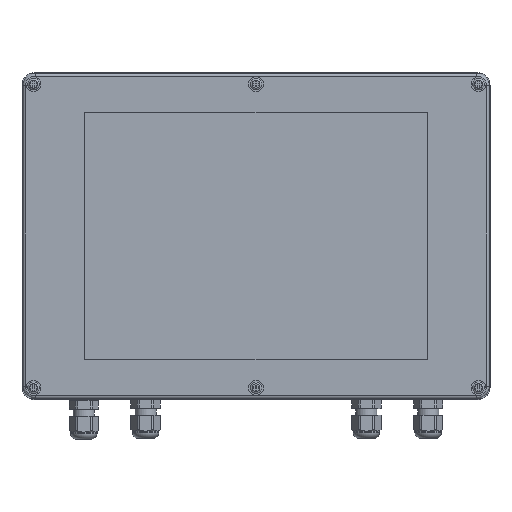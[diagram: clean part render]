
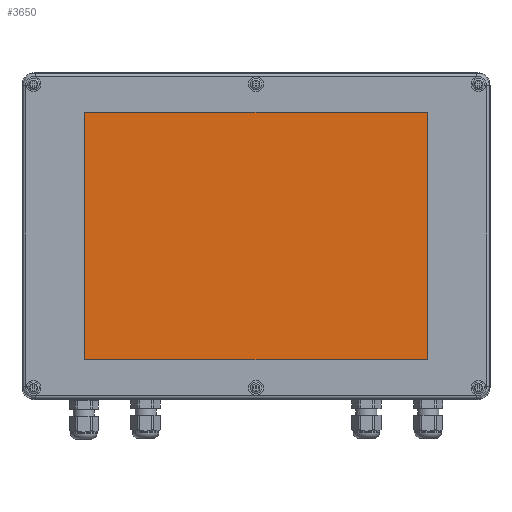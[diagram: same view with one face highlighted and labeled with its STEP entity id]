
A CAD part, top view. The second image highlights one B-rep face of the part: STEP entity #3650.
In plain terms, the highlighted planar face has unit normal (0, 0, 1).
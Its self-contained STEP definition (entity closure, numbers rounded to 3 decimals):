
#205=PLANE('',#4025);
#367=LINE('',#5859,#665);
#392=LINE('',#5937,#690);
#397=LINE('',#5951,#695);
#401=LINE('',#5961,#699);
#403=LINE('',#5966,#701);
#407=LINE('',#5975,#705);
#410=LINE('',#5984,#708);
#431=LINE('',#6052,#729);
#433=LINE('',#6055,#731);
#435=LINE('',#6059,#733);
#436=LINE('',#6062,#734);
#439=LINE('',#6067,#737);
#440=LINE('',#6071,#738);
#441=LINE('',#6073,#739);
#442=LINE('',#6075,#740);
#443=LINE('',#6077,#741);
#445=LINE('',#6081,#743);
#446=LINE('',#6083,#744);
#665=VECTOR('',#4683,10.);
#690=VECTOR('',#4744,10.);
#695=VECTOR('',#4759,10.);
#699=VECTOR('',#4769,10.);
#701=VECTOR('',#4773,10.);
#705=VECTOR('',#4783,10.);
#708=VECTOR('',#4792,10.);
#729=VECTOR('',#4879,10.);
#731=VECTOR('',#4883,10.);
#733=VECTOR('',#4887,10.);
#734=VECTOR('',#4890,10.);
#737=VECTOR('',#4895,10.);
#738=VECTOR('',#4902,10.);
#739=VECTOR('',#4905,10.);
#740=VECTOR('',#4908,10.);
#741=VECTOR('',#4911,10.);
#743=VECTOR('',#4915,10.);
#744=VECTOR('',#4918,10.);
#1071=FACE_OUTER_BOUND('',#1310,.T.);
#1310=EDGE_LOOP('',(#3116,#3117,#3118,#3119,#3120,#3121,#3122,#3123,#3124,
#3125,#3126,#3127,#3128,#3129,#3130,#3131,#3132,#3133,#3134,#3135,#3136,
#3137,#3138,#3139));
#1512=CIRCLE('',#3963,5.5);
#1513=CIRCLE('',#3966,5.5);
#1514=CIRCLE('',#3968,5.5);
#1515=CIRCLE('',#3971,5.5);
#1516=CIRCLE('',#3975,5.5);
#1517=CIRCLE('',#3978,5.5);
#1747=VERTEX_POINT('',#5853);
#1749=VERTEX_POINT('',#5857);
#1782=VERTEX_POINT('',#5929);
#1783=VERTEX_POINT('',#5931);
#1784=VERTEX_POINT('',#5935);
#1785=VERTEX_POINT('',#5939);
#1786=VERTEX_POINT('',#5943);
#1787=VERTEX_POINT('',#5945);
#1788=VERTEX_POINT('',#5949);
#1789=VERTEX_POINT('',#5953);
#1790=VERTEX_POINT('',#5955);
#1791=VERTEX_POINT('',#5959);
#1792=VERTEX_POINT('',#5963);
#1793=VERTEX_POINT('',#5965);
#1794=VERTEX_POINT('',#5969);
#1795=VERTEX_POINT('',#5973);
#1796=VERTEX_POINT('',#5977);
#1797=VERTEX_POINT('',#5979);
#1798=VERTEX_POINT('',#5983);
#1812=VERTEX_POINT('',#6051);
#1813=VERTEX_POINT('',#6057);
#1814=VERTEX_POINT('',#6061);
#1815=VERTEX_POINT('',#6065);
#1816=VERTEX_POINT('',#6079);
#2164=EDGE_CURVE('',#1747,#1749,#367,.T.);
#2201=EDGE_CURVE('',#1782,#1783,#1512,.F.);
#2204=EDGE_CURVE('',#1784,#1782,#392,.T.);
#2205=EDGE_CURVE('',#1747,#1785,#1513,.F.);
#2208=EDGE_CURVE('',#1786,#1787,#1514,.F.);
#2211=EDGE_CURVE('',#1788,#1786,#397,.T.);
#2213=EDGE_CURVE('',#1789,#1790,#1515,.F.);
#2216=EDGE_CURVE('',#1791,#1789,#401,.T.);
#2218=EDGE_CURVE('',#1793,#1792,#403,.T.);
#2221=EDGE_CURVE('',#1794,#1792,#1516,.F.);
#2223=EDGE_CURVE('',#1794,#1795,#407,.T.);
#2225=EDGE_CURVE('',#1796,#1797,#1517,.F.);
#2227=EDGE_CURVE('',#1797,#1798,#410,.T.);
#2258=EDGE_CURVE('',#1812,#1785,#431,.T.);
#2260=EDGE_CURVE('',#1812,#1784,#433,.T.);
#2262=EDGE_CURVE('',#1813,#1749,#435,.T.);
#2263=EDGE_CURVE('',#1793,#1814,#436,.T.);
#2266=EDGE_CURVE('',#1815,#1795,#439,.T.);
#2267=EDGE_CURVE('',#1787,#1813,#440,.T.);
#2268=EDGE_CURVE('',#1798,#1788,#441,.T.);
#2269=EDGE_CURVE('',#1814,#1796,#442,.T.);
#2270=EDGE_CURVE('',#1790,#1815,#443,.T.);
#2272=EDGE_CURVE('',#1816,#1791,#445,.T.);
#2273=EDGE_CURVE('',#1783,#1816,#446,.T.);
#3116=ORIENTED_EDGE('',*,*,#2164,.T.);
#3117=ORIENTED_EDGE('',*,*,#2262,.F.);
#3118=ORIENTED_EDGE('',*,*,#2267,.F.);
#3119=ORIENTED_EDGE('',*,*,#2208,.F.);
#3120=ORIENTED_EDGE('',*,*,#2211,.F.);
#3121=ORIENTED_EDGE('',*,*,#2268,.F.);
#3122=ORIENTED_EDGE('',*,*,#2227,.F.);
#3123=ORIENTED_EDGE('',*,*,#2225,.F.);
#3124=ORIENTED_EDGE('',*,*,#2269,.F.);
#3125=ORIENTED_EDGE('',*,*,#2263,.F.);
#3126=ORIENTED_EDGE('',*,*,#2218,.T.);
#3127=ORIENTED_EDGE('',*,*,#2221,.F.);
#3128=ORIENTED_EDGE('',*,*,#2223,.T.);
#3129=ORIENTED_EDGE('',*,*,#2266,.F.);
#3130=ORIENTED_EDGE('',*,*,#2270,.F.);
#3131=ORIENTED_EDGE('',*,*,#2213,.F.);
#3132=ORIENTED_EDGE('',*,*,#2216,.F.);
#3133=ORIENTED_EDGE('',*,*,#2272,.F.);
#3134=ORIENTED_EDGE('',*,*,#2273,.F.);
#3135=ORIENTED_EDGE('',*,*,#2201,.F.);
#3136=ORIENTED_EDGE('',*,*,#2204,.F.);
#3137=ORIENTED_EDGE('',*,*,#2260,.F.);
#3138=ORIENTED_EDGE('',*,*,#2258,.T.);
#3139=ORIENTED_EDGE('',*,*,#2205,.F.);
#3650=ADVANCED_FACE('',(#1071),#205,.F.);
#3963=AXIS2_PLACEMENT_3D('',#5932,#4738,#4739);
#3966=AXIS2_PLACEMENT_3D('',#5940,#4747,#4748);
#3968=AXIS2_PLACEMENT_3D('',#5946,#4753,#4754);
#3971=AXIS2_PLACEMENT_3D('',#5956,#4763,#4764);
#3975=AXIS2_PLACEMENT_3D('',#5971,#4778,#4779);
#3978=AXIS2_PLACEMENT_3D('',#5980,#4787,#4788);
#4025=AXIS2_PLACEMENT_3D('',#6084,#4919,#4920);
#4683=DIRECTION('',(0.,-1.,0.));
#4738=DIRECTION('center_axis',(0.,0.,-1.));
#4739=DIRECTION('ref_axis',(0.707,0.707,0.));
#4744=DIRECTION('',(0.,1.,0.));
#4747=DIRECTION('center_axis',(0.,0.,-1.));
#4748=DIRECTION('ref_axis',(0.707,0.707,0.));
#4753=DIRECTION('center_axis',(0.,0.,-1.));
#4754=DIRECTION('ref_axis',(-0.707,0.707,0.));
#4759=DIRECTION('',(-1.,0.,0.));
#4763=DIRECTION('center_axis',(0.,0.,-1.));
#4764=DIRECTION('ref_axis',(0.707,-0.707,0.));
#4769=DIRECTION('',(1.,0.,0.));
#4773=DIRECTION('',(0.,-1.,0.));
#4778=DIRECTION('center_axis',(0.,0.,-1.));
#4779=DIRECTION('ref_axis',(-0.707,-0.707,0.));
#4783=DIRECTION('',(0.,1.,0.));
#4787=DIRECTION('center_axis',(0.,0.,-1.));
#4788=DIRECTION('ref_axis',(-0.707,-0.707,0.));
#4792=DIRECTION('',(1.,0.,0.));
#4879=DIRECTION('',(0.,1.,0.));
#4883=DIRECTION('',(-1.,0.,0.));
#4887=DIRECTION('',(-1.,0.,0.));
#4890=DIRECTION('',(1.,0.,0.));
#4895=DIRECTION('',(1.,0.,0.));
#4902=DIRECTION('',(0.,-1.,0.));
#4905=DIRECTION('',(0.,-1.,0.));
#4908=DIRECTION('',(0.,-1.,0.));
#4911=DIRECTION('',(0.,1.,0.));
#4915=DIRECTION('',(0.,1.,0.));
#4918=DIRECTION('',(-1.,0.,0.));
#4919=DIRECTION('center_axis',(0.,0.,-1.));
#4920=DIRECTION('ref_axis',(-1.,0.,0.));
#5853=CARTESIAN_POINT('',(138.,8.75,3.));
#5857=CARTESIAN_POINT('',(138.,3.25,3.));
#5859=CARTESIAN_POINT('',(138.,53.375,3.));
#5929=CARTESIAN_POINT('',(12.75,16.25,3.));
#5931=CARTESIAN_POINT('',(7.25,21.75,3.));
#5932=CARTESIAN_POINT('Origin',(7.25,16.25,3.));
#5935=CARTESIAN_POINT('',(12.75,3.25,3.));
#5937=CARTESIAN_POINT('',(12.75,21.75,3.));
#5939=CARTESIAN_POINT('',(127.,8.75,3.));
#5940=CARTESIAN_POINT('Origin',(132.5,8.75,3.));
#5943=CARTESIAN_POINT('',(257.75,21.75,3.));
#5945=CARTESIAN_POINT('',(252.25,16.25,3.));
#5946=CARTESIAN_POINT('Origin',(257.75,16.25,3.));
#5949=CARTESIAN_POINT('',(261.5,21.75,3.));
#5951=CARTESIAN_POINT('',(252.25,21.75,3.));
#5953=CARTESIAN_POINT('',(7.25,163.25,3.));
#5955=CARTESIAN_POINT('',(12.75,168.75,3.));
#5956=CARTESIAN_POINT('Origin',(7.25,168.75,3.));
#5959=CARTESIAN_POINT('',(3.5,163.25,3.));
#5961=CARTESIAN_POINT('',(3.5,163.25,3.));
#5963=CARTESIAN_POINT('',(138.,176.25,3.));
#5965=CARTESIAN_POINT('',(138.,181.75,3.));
#5966=CARTESIAN_POINT('',(138.,137.125,3.));
#5969=CARTESIAN_POINT('',(127.,176.25,3.));
#5971=CARTESIAN_POINT('Origin',(132.5,176.25,3.));
#5973=CARTESIAN_POINT('',(127.,181.75,3.));
#5975=CARTESIAN_POINT('',(127.,131.625,3.));
#5977=CARTESIAN_POINT('',(252.25,168.75,3.));
#5979=CARTESIAN_POINT('',(257.75,163.25,3.));
#5980=CARTESIAN_POINT('Origin',(257.75,168.75,3.));
#5983=CARTESIAN_POINT('',(261.5,163.25,3.));
#5984=CARTESIAN_POINT('',(261.5,163.25,3.));
#6051=CARTESIAN_POINT('',(127.,3.25,3.));
#6052=CARTESIAN_POINT('',(127.,47.875,3.));
#6055=CARTESIAN_POINT('',(12.75,3.25,3.));
#6057=CARTESIAN_POINT('',(252.25,3.25,3.));
#6059=CARTESIAN_POINT('',(12.75,3.25,3.));
#6061=CARTESIAN_POINT('',(252.25,181.75,3.));
#6062=CARTESIAN_POINT('',(252.25,181.75,3.));
#6065=CARTESIAN_POINT('',(12.75,181.75,3.));
#6067=CARTESIAN_POINT('',(252.25,181.75,3.));
#6071=CARTESIAN_POINT('',(252.25,3.25,3.));
#6073=CARTESIAN_POINT('',(261.5,181.75,3.));
#6075=CARTESIAN_POINT('',(252.25,163.25,3.));
#6077=CARTESIAN_POINT('',(12.75,163.25,3.));
#6079=CARTESIAN_POINT('',(3.5,21.75,3.));
#6081=CARTESIAN_POINT('',(3.5,3.25,3.));
#6083=CARTESIAN_POINT('',(3.5,21.75,3.));
#6084=CARTESIAN_POINT('Origin',(132.5,92.5,3.));
